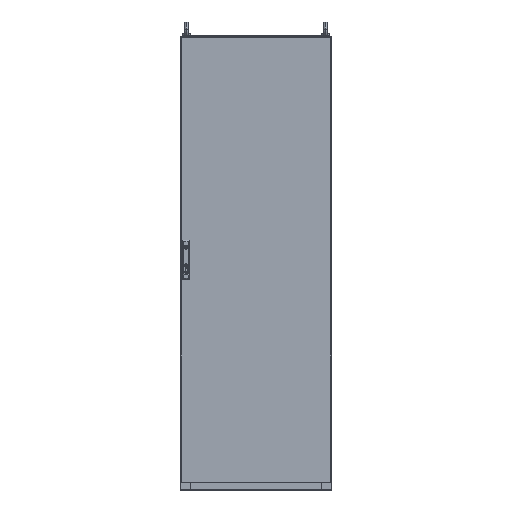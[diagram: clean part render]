
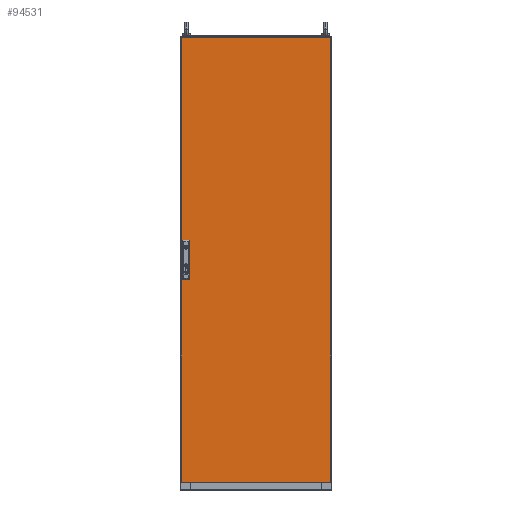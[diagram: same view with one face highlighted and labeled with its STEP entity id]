
A CAD part, top view. The second image highlights one B-rep face of the part: STEP entity #94531.
In plain terms, the highlighted planar face has unit normal (0, 0, 1).
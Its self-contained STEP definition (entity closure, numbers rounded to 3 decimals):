
#1064 = EDGE_CURVE ( 'NONE', #53010, #58756, #118088, .T. ) ;
#2770 = CARTESIAN_POINT ( 'NONE',  ( -290.7, -61.5, 0. ) ) ;
#6003 = DIRECTION ( 'NONE',  ( -1., 0., 0. ) ) ;
#7242 = CARTESIAN_POINT ( 'NONE',  ( -265.7, -61.5, 0. ) ) ;
#7577 = VECTOR ( 'NONE', #151055, 1000. ) ;
#8187 = VERTEX_POINT ( 'NONE', #129684 ) ;
#10753 = EDGE_CURVE ( 'NONE', #125043, #80219, #138698, .T. ) ;
#11107 = EDGE_CURVE ( 'NONE', #121705, #125043, #79535, .T. ) ;
#11382 = ORIENTED_EDGE ( 'NONE', *, *, #111429, .F. ) ;
#11856 = DIRECTION ( 'NONE',  ( 0., 0., 1. ) ) ;
#13038 = VECTOR ( 'NONE', #151660, 1000. ) ;
#18243 = CARTESIAN_POINT ( 'NONE',  ( 297., -870., 0. ) ) ;
#21310 = VECTOR ( 'NONE', #173004, 1000. ) ;
#21408 = LINE ( 'NONE', #24934, #61299 ) ;
#22623 = VECTOR ( 'NONE', #162041, 1000. ) ;
#24764 = VERTEX_POINT ( 'NONE', #105213 ) ;
#24934 = CARTESIAN_POINT ( 'NONE',  ( -297., -870., 0. ) ) ;
#25794 = LINE ( 'NONE', #123204, #7577 ) ;
#26542 = ORIENTED_EDGE ( 'NONE', *, *, #115514, .F. ) ;
#26578 = EDGE_LOOP ( 'NONE', ( #11382, #167545, #26542, #60728 ) ) ;
#29720 = CARTESIAN_POINT ( 'NONE',  ( -290.7, -61.5, 0. ) ) ;
#30333 = VERTEX_POINT ( 'NONE', #51296 ) ;
#35624 = EDGE_CURVE ( 'NONE', #80219, #140694, #174788, .T. ) ;
#35937 = CARTESIAN_POINT ( 'NONE',  ( -265.7, -11.5, 0. ) ) ;
#37548 = DIRECTION ( 'NONE',  ( 1., 0., 0. ) ) ;
#39839 = LINE ( 'NONE', #149799, #85832 ) ;
#41690 = LINE ( 'NONE', #112940, #13038 ) ;
#47413 = CARTESIAN_POINT ( 'NONE',  ( -265.7, -11.5, 0. ) ) ;
#50162 = ORIENTED_EDGE ( 'NONE', *, *, #153088, .F. ) ;
#51296 = CARTESIAN_POINT ( 'NONE',  ( -290.7, 88.5, 0. ) ) ;
#52435 = CARTESIAN_POINT ( 'NONE',  ( 0., 0., 0. ) ) ;
#53010 = VERTEX_POINT ( 'NONE', #2770 ) ;
#53892 = EDGE_CURVE ( 'NONE', #103744, #30333, #77463, .T. ) ;
#58756 = VERTEX_POINT ( 'NONE', #86224 ) ;
#60728 = ORIENTED_EDGE ( 'NONE', *, *, #1064, .F. ) ;
#60862 = FACE_OUTER_BOUND ( 'NONE', #100704, .T. ) ;
#61157 = VECTOR ( 'NONE', #138266, 1000. ) ;
#61299 = VECTOR ( 'NONE', #37548, 1000. ) ;
#61308 = CARTESIAN_POINT ( 'NONE',  ( -297., -870., 0. ) ) ;
#63877 = EDGE_CURVE ( 'NONE', #24764, #103744, #39839, .T. ) ;
#76158 = PLANE ( 'NONE',  #89970 ) ;
#77463 = LINE ( 'NONE', #134218, #22623 ) ;
#77934 = EDGE_CURVE ( 'NONE', #140694, #121705, #21408, .T. ) ;
#79535 = LINE ( 'NONE', #94849, #131550 ) ;
#80219 = VERTEX_POINT ( 'NONE', #96198 ) ;
#81050 = CARTESIAN_POINT ( 'NONE',  ( -297., 897., 0. ) ) ;
#82248 = VERTEX_POINT ( 'NONE', #35937 ) ;
#82279 = VERTEX_POINT ( 'NONE', #176503 ) ;
#84681 = DIRECTION ( 'NONE',  ( 0., -1., 0. ) ) ;
#84860 = ORIENTED_EDGE ( 'NONE', *, *, #172351, .F. ) ;
#85832 = VECTOR ( 'NONE', #125502, 1000. ) ;
#86224 = CARTESIAN_POINT ( 'NONE',  ( -265.7, -61.5, 0. ) ) ;
#89629 = FACE_BOUND ( 'NONE', #26578, .T. ) ;
#89970 = AXIS2_PLACEMENT_3D ( 'NONE', #52435, #11856, #103139 ) ;
#91500 = VECTOR ( 'NONE', #114153, 1000. ) ;
#94531 = ADVANCED_FACE ( 'NONE', ( #116758, #89629, #60862 ), #76158, .T. ) ;
#94849 = CARTESIAN_POINT ( 'NONE',  ( 297., 897., 0. ) ) ;
#96198 = CARTESIAN_POINT ( 'NONE',  ( -297., 897., 0. ) ) ;
#98450 = CARTESIAN_POINT ( 'NONE',  ( -265.7, 88.5, 0. ) ) ;
#98937 = CARTESIAN_POINT ( 'NONE',  ( 297., 897., 0. ) ) ;
#100704 = EDGE_LOOP ( 'NONE', ( #142917, #130268, #133531, #108479 ) ) ;
#103139 = DIRECTION ( 'NONE',  ( 1., 0., 0. ) ) ;
#103744 = VERTEX_POINT ( 'NONE', #98450 ) ;
#105038 = LINE ( 'NONE', #47413, #108191 ) ;
#105213 = CARTESIAN_POINT ( 'NONE',  ( -265.7, 38.5, 0. ) ) ;
#107661 = LINE ( 'NONE', #145798, #61157 ) ;
#108191 = VECTOR ( 'NONE', #6003, 1000. ) ;
#108479 = ORIENTED_EDGE ( 'NONE', *, *, #10753, .T. ) ;
#111429 = EDGE_CURVE ( 'NONE', #8187, #53010, #126230, .T. ) ;
#112940 = CARTESIAN_POINT ( 'NONE',  ( -265.7, 38.5, 0. ) ) ;
#114153 = DIRECTION ( 'NONE',  ( -1., 0., 0. ) ) ;
#115514 = EDGE_CURVE ( 'NONE', #58756, #82248, #107661, .T. ) ;
#116758 = FACE_BOUND ( 'NONE', #173070, .T. ) ;
#118088 = LINE ( 'NONE', #7242, #21310 ) ;
#118096 = ORIENTED_EDGE ( 'NONE', *, *, #63877, .F. ) ;
#118397 = EDGE_CURVE ( 'NONE', #82248, #8187, #105038, .T. ) ;
#121705 = VERTEX_POINT ( 'NONE', #18243 ) ;
#123204 = CARTESIAN_POINT ( 'NONE',  ( -290.7, 38.5, 0. ) ) ;
#125043 = VERTEX_POINT ( 'NONE', #98937 ) ;
#125502 = DIRECTION ( 'NONE',  ( 0., 1., 0. ) ) ;
#126230 = LINE ( 'NONE', #29720, #158494 ) ;
#129684 = CARTESIAN_POINT ( 'NONE',  ( -290.7, -11.5, 0. ) ) ;
#130268 = ORIENTED_EDGE ( 'NONE', *, *, #77934, .T. ) ;
#131550 = VECTOR ( 'NONE', #136316, 1000. ) ;
#133531 = ORIENTED_EDGE ( 'NONE', *, *, #11107, .T. ) ;
#134218 = CARTESIAN_POINT ( 'NONE',  ( -265.7, 88.5, 0. ) ) ;
#136316 = DIRECTION ( 'NONE',  ( 0., 1., 0. ) ) ;
#136473 = VECTOR ( 'NONE', #145957, 1000. ) ;
#138266 = DIRECTION ( 'NONE',  ( 0., 1., 0. ) ) ;
#138698 = LINE ( 'NONE', #81050, #91500 ) ;
#140694 = VERTEX_POINT ( 'NONE', #61308 ) ;
#142917 = ORIENTED_EDGE ( 'NONE', *, *, #35624, .T. ) ;
#145798 = CARTESIAN_POINT ( 'NONE',  ( -265.7, -61.5, 0. ) ) ;
#145957 = DIRECTION ( 'NONE',  ( 0., -1., 0. ) ) ;
#149799 = CARTESIAN_POINT ( 'NONE',  ( -265.7, 38.5, 0. ) ) ;
#151055 = DIRECTION ( 'NONE',  ( 0., -1., 0. ) ) ;
#151660 = DIRECTION ( 'NONE',  ( 1., 0., 0. ) ) ;
#153088 = EDGE_CURVE ( 'NONE', #30333, #82279, #25794, .T. ) ;
#153340 = ORIENTED_EDGE ( 'NONE', *, *, #53892, .F. ) ;
#158494 = VECTOR ( 'NONE', #84681, 1000. ) ;
#161194 = CARTESIAN_POINT ( 'NONE',  ( -297., 897., 0. ) ) ;
#162041 = DIRECTION ( 'NONE',  ( -1., 0., 0. ) ) ;
#167545 = ORIENTED_EDGE ( 'NONE', *, *, #118397, .F. ) ;
#172351 = EDGE_CURVE ( 'NONE', #82279, #24764, #41690, .T. ) ;
#173004 = DIRECTION ( 'NONE',  ( 1., 0., 0. ) ) ;
#173070 = EDGE_LOOP ( 'NONE', ( #50162, #153340, #118096, #84860 ) ) ;
#174788 = LINE ( 'NONE', #161194, #136473 ) ;
#176503 = CARTESIAN_POINT ( 'NONE',  ( -290.7, 38.5, 0. ) ) ;
